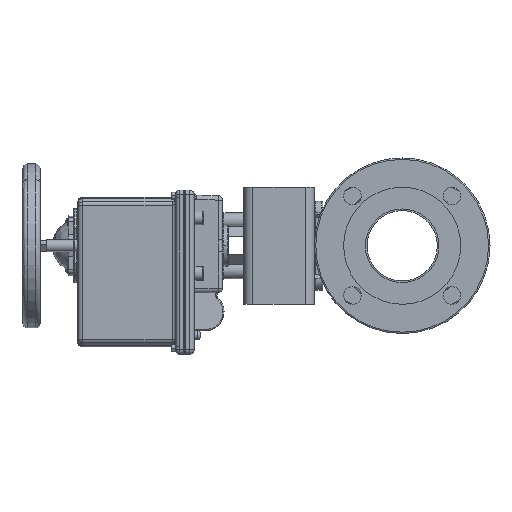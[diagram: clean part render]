
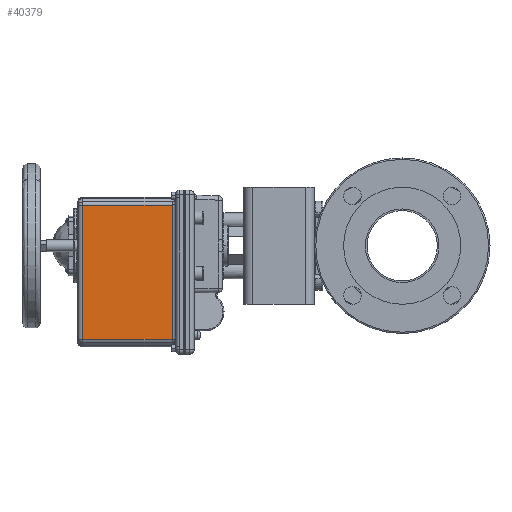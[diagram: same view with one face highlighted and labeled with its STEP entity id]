
A CAD part, left-side view. The second image highlights one B-rep face of the part: STEP entity #40379.
In plain terms, the highlighted planar face has unit normal (-1, 0, 0).
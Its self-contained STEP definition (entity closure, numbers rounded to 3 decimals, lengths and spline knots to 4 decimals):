
#102 = ORIENTED_EDGE ( 'NONE', *, *, #1633, .F. ) ;
#1633 = EDGE_CURVE ( 'NONE', #41159, #11299, #8378, .T. ) ;
#1836 = ORIENTED_EDGE ( 'NONE', *, *, #39878, .F. ) ;
#2119 = ORIENTED_EDGE ( 'NONE', *, *, #3974, .F. ) ;
#2469 = DIRECTION ( 'NONE',  ( 0., 0., 1. ) ) ;
#3974 = EDGE_CURVE ( 'NONE', #31792, #37743, #22601, .T. ) ;
#4278 = FACE_OUTER_BOUND ( 'NONE', #26517, .T. ) ;
#8378 = LINE ( 'NONE', #37804, #32984 ) ;
#10362 = DIRECTION ( 'NONE',  ( 1., 0., 0. ) ) ;
#11294 = CARTESIAN_POINT ( 'NONE',  ( -4.065, 13.657, -3.9873 ) ) ;
#11299 = VERTEX_POINT ( 'NONE', #25342 ) ;
#16569 = LINE ( 'NONE', #41879, #31911 ) ;
#17021 = CARTESIAN_POINT ( 'NONE',  ( -4.065, 13.657, 1.7373 ) ) ;
#18755 = CARTESIAN_POINT ( 'NONE',  ( -4.065, 9.8145, 2.065 ) ) ;
#18934 = AXIS2_PLACEMENT_3D ( 'NONE', #35926, #10362, #33222 ) ;
#20579 = LINE ( 'NONE', #18755, #36928 ) ;
#21107 = CARTESIAN_POINT ( 'NONE',  ( -4.065, 13.8445, -3.9873 ) ) ;
#22601 = LINE ( 'NONE', #21107, #38985 ) ;
#23096 = DIRECTION ( 'NONE',  ( 0., 1., 0. ) ) ;
#23357 = PLANE ( 'NONE',  #18934 ) ;
#25342 = CARTESIAN_POINT ( 'NONE',  ( -4.065, 9.8145, 1.7373 ) ) ;
#26517 = EDGE_LOOP ( 'NONE', ( #2119, #33000, #102, #1836 ) ) ;
#30785 = EDGE_CURVE ( 'NONE', #31792, #11299, #20579, .T. ) ;
#31792 = VERTEX_POINT ( 'NONE', #34055 ) ;
#31911 = VECTOR ( 'NONE', #32006, 39.3701 ) ;
#32006 = DIRECTION ( 'NONE',  ( 0., 0., 1. ) ) ;
#32984 = VECTOR ( 'NONE', #34219, 39.3701 ) ;
#33000 = ORIENTED_EDGE ( 'NONE', *, *, #30785, .T. ) ;
#33222 = DIRECTION ( 'NONE',  ( 0., 0., -1. ) ) ;
#34055 = CARTESIAN_POINT ( 'NONE',  ( -4.065, 9.8145, -3.9873 ) ) ;
#34219 = DIRECTION ( 'NONE',  ( 0., -1., 0. ) ) ;
#35926 = CARTESIAN_POINT ( 'NONE',  ( -4.065, 13.8445, 2.065 ) ) ;
#36928 = VECTOR ( 'NONE', #2469, 39.3701 ) ;
#37743 = VERTEX_POINT ( 'NONE', #11294 ) ;
#37804 = CARTESIAN_POINT ( 'NONE',  ( -4.065, 13.8445, 1.7373 ) ) ;
#38985 = VECTOR ( 'NONE', #23096, 39.3701 ) ;
#39878 = EDGE_CURVE ( 'NONE', #37743, #41159, #16569, .T. ) ;
#40379 = ADVANCED_FACE ( 'NONE', ( #4278 ), #23357, .F. ) ;
#41159 = VERTEX_POINT ( 'NONE', #17021 ) ;
#41879 = CARTESIAN_POINT ( 'NONE',  ( -4.065, 13.657, 2.065 ) ) ;
